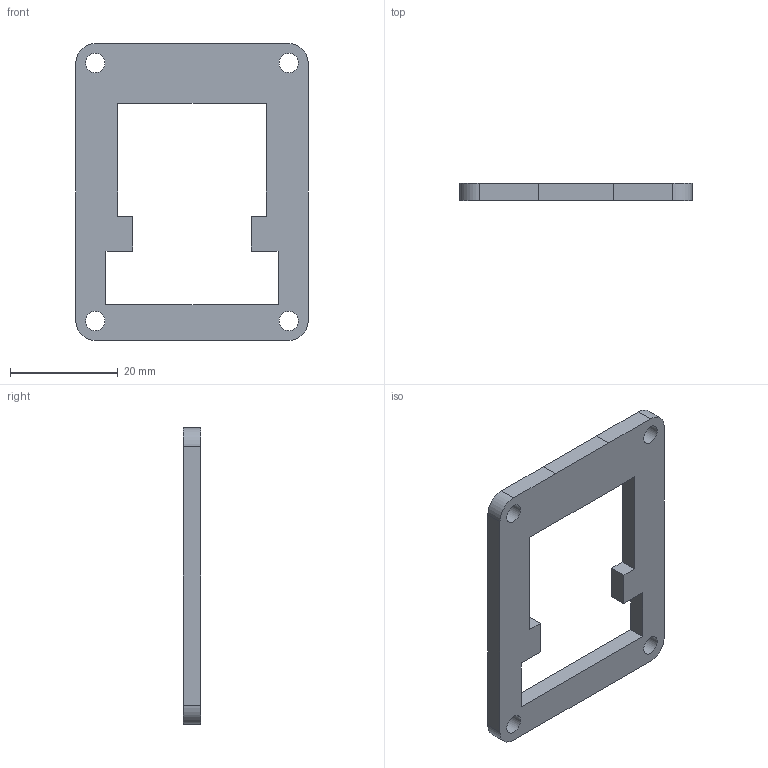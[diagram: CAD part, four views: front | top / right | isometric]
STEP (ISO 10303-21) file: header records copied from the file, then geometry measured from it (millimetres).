
FILE_DESCRIPTION(('FreeCAD Model'),'2;1');
FILE_NAME('Open CASCADE Shape Model','2023-12-04T00:09:49',(''),(''), 'Open CASCADE STEP processor 7.6','FreeCAD','Unknown');
FILE_SCHEMA(('AUTOMOTIVE_DESIGN { 1 0 10303 214 1 1 1 1 }'));
Length unit declared in the file: millimetre
Products named in the file (2): FacerSpacer; Body012
Assembly tree (1 placements, depth 2):
  FacerSpacer
    Body012
Bounding box: 43.2 x 3.2 x 55.2 mm (x, y, z)
Volume: 3882.2 mm3; surface area: 3912.6 mm2
Topology: 1 solids, 1 shells, 37 faces, 102 edges, 68 vertices
Faces by surface type: plane 29, cylinder 8
Full cylindrical faces by diameter (mm): 3.6 x4
Entity records: 1232 total; most frequent: CARTESIAN_POINT 209, ORIENTED_EDGE 204, DIRECTION 196, EDGE_CURVE 102, LINE 86, VECTOR 86, VERTEX_POINT 68, AXIS2_PLACEMENT_3D 55
